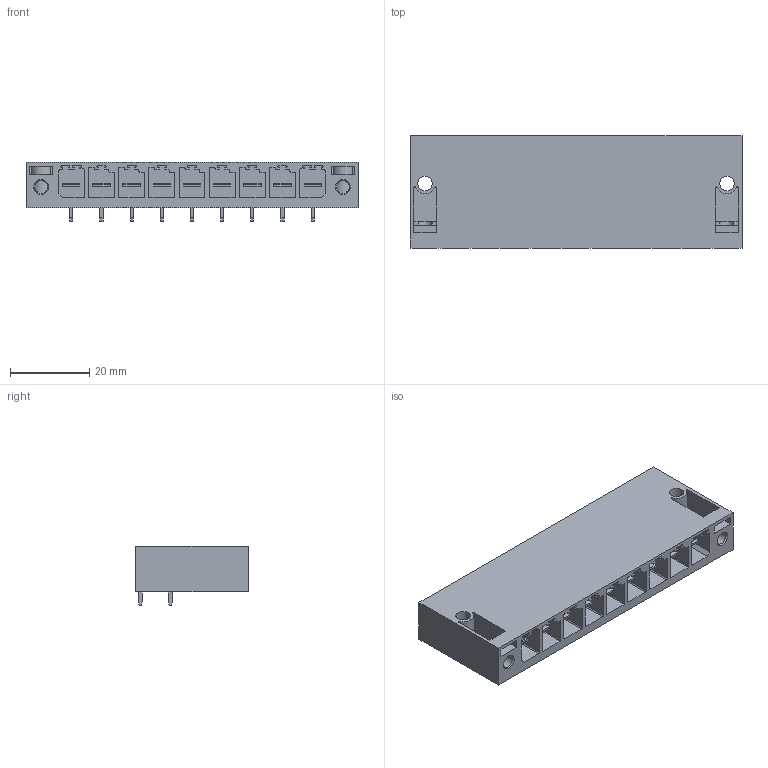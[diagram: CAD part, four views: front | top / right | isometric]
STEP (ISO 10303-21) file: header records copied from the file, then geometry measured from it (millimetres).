
FILE_DESCRIPTION(('CATIA V5 STEP Exchange','CAx-IF Rec.Pracs.--- Model Styling and Organization---1.2---2011-12-15'),'2;1');
FILE_NAME ('D1459383_0_1930450000_1930450000.stp','2018-11-28T11:50:48+00:00',('none'),('Weidmueller'),'CATIA Version 5-6 Release 2014','CATIA V5 STEP AP214','none');
FILE_SCHEMA(('AUTOMOTIVE_DESIGN { 1 0 10303 214 1 1 1 1 }'));
Length unit declared in the file: millimetre
Products named in the file (1): 1930450000
Bounding box: 83.82 x 28.3 x 14.9 mm (x, y, z)
Volume: 18881.6 mm3; surface area: 16880.5 mm2
Topology: 10 solids, 10 shells, 704 faces, 2014 edges, 1330 vertices
Faces by surface type: plane 564, cylinder 136, cone 4
Entity records: 19684 total; most frequent: ORIENTED_EDGE 4028, CARTESIAN_POINT 3384, DIRECTION 2497, EDGE_CURVE 1861, VECTOR 1585, LINE 1585, VERTEX_POINT 1204, EDGE_LOOP 734
